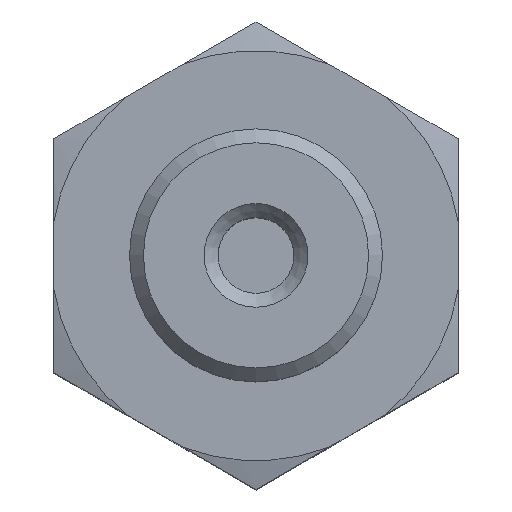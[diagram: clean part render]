
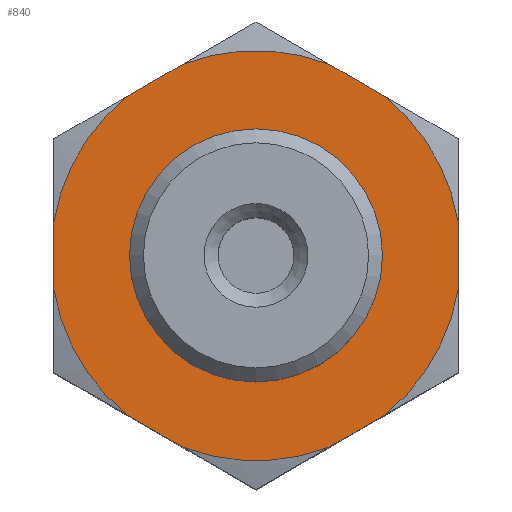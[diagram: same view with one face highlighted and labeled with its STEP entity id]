
A CAD part, top view. The second image highlights one B-rep face of the part: STEP entity #840.
In plain terms, the highlighted planar face has unit normal (0, 0, 1).
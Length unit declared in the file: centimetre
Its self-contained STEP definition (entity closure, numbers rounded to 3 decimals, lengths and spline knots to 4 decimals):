
#125=CIRCLE('',#884,0.8104);
#126=CIRCLE('',#885,0.8104);
#127=CIRCLE('',#886,0.8104);
#128=CIRCLE('',#887,0.8104);
#129=CIRCLE('',#888,0.8104);
#130=CIRCLE('',#889,0.8104);
#131=CIRCLE('',#892,0.485);
#205=VERTEX_POINT('',#1179);
#206=VERTEX_POINT('',#1183);
#207=VERTEX_POINT('',#1188);
#209=VERTEX_POINT('',#1191);
#210=VERTEX_POINT('',#1198);
#212=VERTEX_POINT('',#1201);
#213=VERTEX_POINT('',#1208);
#215=VERTEX_POINT('',#1211);
#216=VERTEX_POINT('',#1218);
#218=VERTEX_POINT('',#1221);
#220=VERTEX_POINT('',#1229);
#221=VERTEX_POINT('',#1233);
#224=VERTEX_POINT('',#1246);
#273=VECTOR('',#1002,1.);
#276=VECTOR('',#1008,1.);
#277=VECTOR('',#1009,1.);
#278=VECTOR('',#1010,1.);
#279=VECTOR('',#1011,1.);
#280=VECTOR('',#1012,1.);
#317=LINE('',#1236,#273);
#320=LINE('',#1247,#276);
#321=LINE('',#1248,#277);
#322=LINE('',#1249,#278);
#323=LINE('',#1250,#279);
#324=LINE('',#1251,#280);
#392=EDGE_CURVE('',#205,#206,#125,.T.);
#394=EDGE_CURVE('',#209,#207,#126,.T.);
#397=EDGE_CURVE('',#212,#210,#127,.T.);
#400=EDGE_CURVE('',#215,#213,#128,.T.);
#403=EDGE_CURVE('',#218,#216,#129,.T.);
#407=EDGE_CURVE('',#220,#221,#130,.T.);
#408=EDGE_CURVE('',#220,#206,#317,.T.);
#412=EDGE_CURVE('',#224,#224,#131,.T.);
#413=EDGE_CURVE('',#218,#221,#320,.T.);
#414=EDGE_CURVE('',#215,#216,#321,.T.);
#415=EDGE_CURVE('',#212,#213,#322,.T.);
#416=EDGE_CURVE('',#209,#210,#323,.T.);
#417=EDGE_CURVE('',#205,#207,#324,.T.);
#573=ORIENTED_EDGE('',*,*,#412,.F.);
#574=ORIENTED_EDGE('',*,*,#407,.T.);
#575=ORIENTED_EDGE('',*,*,#413,.F.);
#576=ORIENTED_EDGE('',*,*,#403,.T.);
#577=ORIENTED_EDGE('',*,*,#414,.F.);
#578=ORIENTED_EDGE('',*,*,#400,.T.);
#579=ORIENTED_EDGE('',*,*,#415,.F.);
#580=ORIENTED_EDGE('',*,*,#397,.T.);
#581=ORIENTED_EDGE('',*,*,#416,.F.);
#582=ORIENTED_EDGE('',*,*,#394,.T.);
#583=ORIENTED_EDGE('',*,*,#417,.F.);
#584=ORIENTED_EDGE('',*,*,#392,.T.);
#585=ORIENTED_EDGE('',*,*,#408,.F.);
#698=EDGE_LOOP('',(#573));
#699=EDGE_LOOP('',(#574,#575,#576,#577,#578,#579,#580,#581,#582,#583,#584,
#585));
#770=FACE_BOUND('',#698,.T.);
#771=FACE_BOUND('',#699,.T.);
#840=ADVANCED_FACE('',(#770,#771),#1332,.T.);
#884=AXIS2_PLACEMENT_3D('',#1184,#989,#990);
#885=AXIS2_PLACEMENT_3D('',#1190,#991,#992);
#886=AXIS2_PLACEMENT_3D('',#1200,#993,#994);
#887=AXIS2_PLACEMENT_3D('',#1210,#995,#996);
#888=AXIS2_PLACEMENT_3D('',#1220,#997,#998);
#889=AXIS2_PLACEMENT_3D('',#1234,#999,#1000);
#891=AXIS2_PLACEMENT_3D('',#1244,#1005,$);
#892=AXIS2_PLACEMENT_3D('',#1245,#1006,#1007);
#989=DIRECTION('',(0.,0.,1.));
#990=DIRECTION('',(0.,0.81,0.));
#991=DIRECTION('',(0.,0.,1.));
#992=DIRECTION('',(0.,0.81,0.));
#993=DIRECTION('',(0.,0.,1.));
#994=DIRECTION('',(0.,0.81,0.));
#995=DIRECTION('',(0.,0.,1.));
#996=DIRECTION('',(0.,0.81,0.));
#997=DIRECTION('',(0.,0.,1.));
#998=DIRECTION('',(0.,0.81,0.));
#999=DIRECTION('',(0.,0.,1.));
#1000=DIRECTION('',(0.,0.81,0.));
#1002=DIRECTION('',(0.866,0.5,0.));
#1005=DIRECTION('',(0.,0.,1.));
#1006=DIRECTION('',(0.,0.,1.));
#1007=DIRECTION('',(0.,-0.485,0.));
#1008=DIRECTION('',(0.,1.,0.));
#1009=DIRECTION('',(-0.866,0.5,0.));
#1010=DIRECTION('',(-0.866,-0.5,0.));
#1011=DIRECTION('',(0.,-1.,0.));
#1012=DIRECTION('',(0.866,-0.5,0.));
#1179=CARTESIAN_POINT('',(0.288,0.7575,1.5));
#1183=CARTESIAN_POINT('',(-0.288,0.7575,1.5));
#1184=CARTESIAN_POINT('',(0.,0.,1.5));
#1188=CARTESIAN_POINT('',(0.512,0.6282,1.5));
#1190=CARTESIAN_POINT('',(0.,0.,1.5));
#1191=CARTESIAN_POINT('',(0.8,0.1293,1.5));
#1198=CARTESIAN_POINT('',(0.8,-0.1293,1.5));
#1200=CARTESIAN_POINT('',(0.,0.,1.5));
#1201=CARTESIAN_POINT('',(0.512,-0.6282,1.5));
#1208=CARTESIAN_POINT('',(0.288,-0.7575,1.5));
#1210=CARTESIAN_POINT('',(0.,0.,1.5));
#1211=CARTESIAN_POINT('',(-0.288,-0.7575,1.5));
#1218=CARTESIAN_POINT('',(-0.512,-0.6282,1.5));
#1220=CARTESIAN_POINT('',(0.,0.,1.5));
#1221=CARTESIAN_POINT('',(-0.8,-0.1293,1.5));
#1229=CARTESIAN_POINT('',(-0.512,0.6282,1.5));
#1233=CARTESIAN_POINT('',(-0.8,0.1293,1.5));
#1234=CARTESIAN_POINT('',(0.,0.,1.5));
#1236=CARTESIAN_POINT('',(0.,0.9238,1.5));
#1244=CARTESIAN_POINT('',(0.,0.,
1.5));
#1245=CARTESIAN_POINT('',(0.,0.,1.5));
#1246=CARTESIAN_POINT('',(0.,0.485,1.5));
#1247=CARTESIAN_POINT('',(-0.8,0.4619,1.5));
#1248=CARTESIAN_POINT('',(-0.8,-0.4619,1.5));
#1249=CARTESIAN_POINT('',(0.,-0.9238,1.5));
#1250=CARTESIAN_POINT('',(0.8,-0.4619,1.5));
#1251=CARTESIAN_POINT('',(0.8,0.4619,1.5));
#1332=PLANE('',#891);
